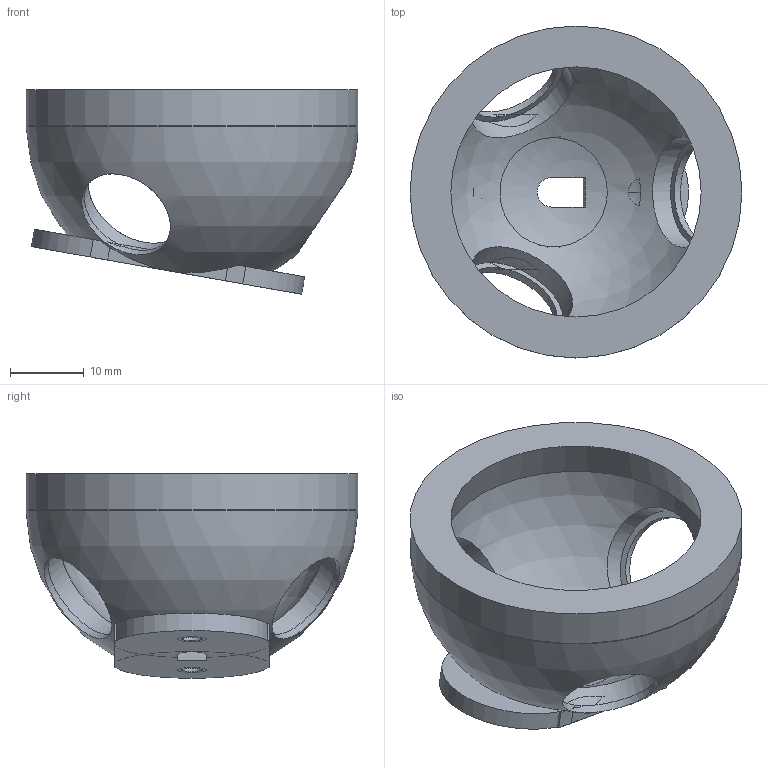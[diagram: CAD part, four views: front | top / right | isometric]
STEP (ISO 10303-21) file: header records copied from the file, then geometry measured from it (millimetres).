
FILE_DESCRIPTION(('FreeCAD Model'),'2;1');
FILE_NAME('Open CASCADE Shape Model','2022-04-06T15:37:48',('Author'),( ''),'Open CASCADE STEP processor 7.5','FreeCAD','Unknown');
FILE_SCHEMA(('AUTOMOTIVE_DESIGN { 1 0 10303 214 1 1 1 1 }'));
Length unit declared in the file: millimetre
Products named in the file (3): trackball_socket; difference003; difference006
Assembly tree (2 placements, depth 2):
  trackball_socket
    difference003
    difference006
Bounding box: 45 x 45 x 27.73 mm (x, y, z)
Volume: 10809.2 mm3; surface area: 8549.8 mm2
Topology: 2 solids, 2 shells, 101 faces, 250 edges, 151 vertices
Faces by surface type: plane 72, cylinder 18, sphere 6, cone 5
Full cylindrical faces by diameter (mm): 3.9 x2, 13.2 x3, 15 x3, 45 x2
Entity records: 9631 total; most frequent: CARTESIAN_POINT 4353, DIRECTION 981, ORIENTED_EDGE 500, PCURVE 500, DEFINITIONAL_REPRESENTATION 500, LINE 305, VECTOR 305, CIRCLE 274
